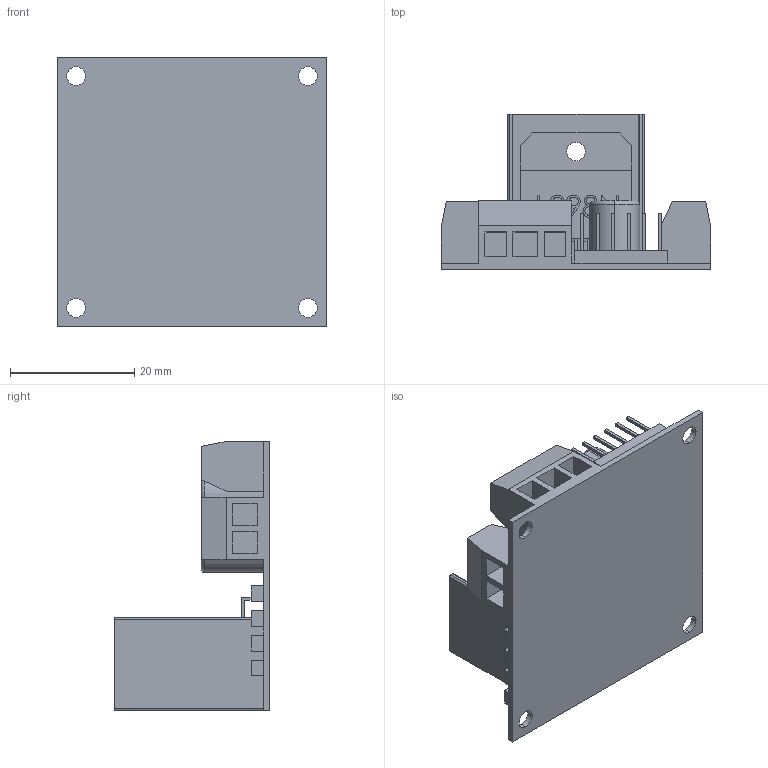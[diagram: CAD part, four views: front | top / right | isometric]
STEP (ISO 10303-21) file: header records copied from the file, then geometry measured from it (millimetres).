
FILE_DESCRIPTION (( 'STEP AP214' ), '1' );
FILE_NAME ('AA7B2E98-B53F-4B9E-A5E4-B0EF237C7FC4.STEP', '2024-05-31T02:17:11', ( '' ), ( '' ), 'SwSTEP 2.0', 'SolidWorks 2022', '' );
FILE_SCHEMA (( 'AUTOMOTIVE_DESIGN' ));
Length unit declared in the file: millimetre
Products named in the file (1): AA7B2E98-B53F-4B9E-A5E4-B0EF237C7FC4
Bounding box: 43.3 x 25 x 43.3 mm (x, y, z)
Volume: 8731.4 mm3; surface area: 10753.8 mm2
Topology: 1 solids, 1 shells, 422 faces, 1121 edges, 746 vertices
Faces by surface type: plane 340, cylinder 46, bspline 32, torus 4
Entity records: 14815 total; most frequent: CARTESIAN_POINT 4298, ORIENTED_EDGE 2242, DIRECTION 1939, EDGE_CURVE 1121, LINE 957, VECTOR 957, VERTEX_POINT 746, EDGE_LOOP 509
